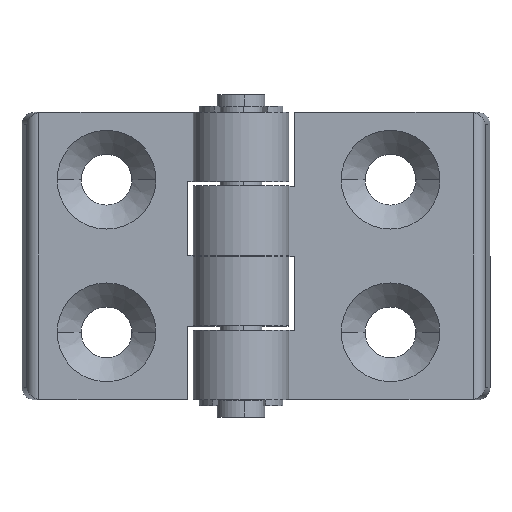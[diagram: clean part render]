
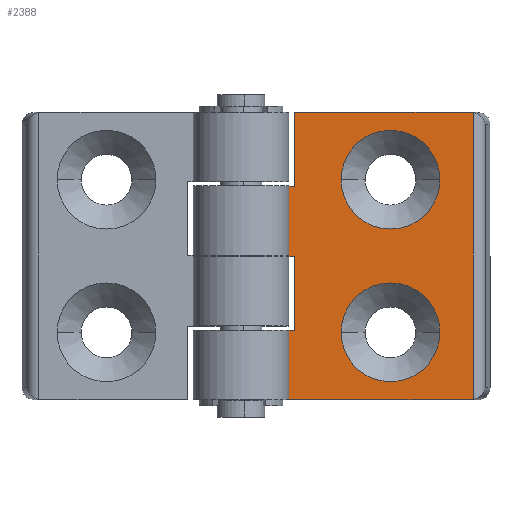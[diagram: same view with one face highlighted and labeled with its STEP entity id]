
A CAD part, top view. The second image highlights one B-rep face of the part: STEP entity #2388.
In plain terms, the highlighted planar face has unit normal (0, 0, 1).
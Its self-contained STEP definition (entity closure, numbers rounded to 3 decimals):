
#15 = FACE_BOUND ( 'NONE', #212, .T. ) ;
#34 = EDGE_CURVE ( 'NONE', #577, #1799, #1970, .T. ) ;
#47 = EDGE_CURVE ( 'NONE', #442, #904, #1128, .T. ) ;
#77 = EDGE_LOOP ( 'NONE', ( #2794, #1088 ) ) ;
#97 = ORIENTED_EDGE ( 'NONE', *, *, #286, .T. ) ;
#107 = AXIS2_PLACEMENT_3D ( 'NONE', #2496, #2974, #118 ) ;
#118 = DIRECTION ( 'NONE',  ( 1., 0., 0. ) ) ;
#124 = CARTESIAN_POINT ( 'NONE',  ( 13.465, 24., 3. ) ) ;
#152 = EDGE_CURVE ( 'NONE', #680, #2657, #2327, .T. ) ;
#154 = VECTOR ( 'NONE', #3032, 1000. ) ;
#195 = EDGE_CURVE ( 'NONE', #526, #1163, #2359, .T. ) ;
#210 = CARTESIAN_POINT ( 'NONE',  ( -8.25, 12.75, 3. ) ) ;
#212 = EDGE_LOOP ( 'NONE', ( #2894, #883 ) ) ;
#255 = VECTOR ( 'NONE', #2486, 1000. ) ;
#286 = EDGE_CURVE ( 'NONE', #904, #526, #1787, .T. ) ;
#287 = LINE ( 'NONE', #1123, #154 ) ;
#290 = CARTESIAN_POINT ( 'NONE',  ( -16., 24., 3. ) ) ;
#348 = ORIENTED_EDGE ( 'NONE', *, *, #34, .T. ) ;
#352 = VERTEX_POINT ( 'NONE', #290 ) ;
#397 = CARTESIAN_POINT ( 'NONE',  ( 13.84, -23.966, 3. ) ) ;
#417 = VECTOR ( 'NONE', #2677, 1000. ) ;
#442 = VERTEX_POINT ( 'NONE', #1311 ) ;
#455 = FACE_OUTER_BOUND ( 'NONE', #2412, .T. ) ;
#463 = CARTESIAN_POINT ( 'NONE',  ( 0., 11.7, 3. ) ) ;
#482 = CARTESIAN_POINT ( 'NONE',  ( 13.84, 23.966, 3. ) ) ;
#488 = VECTOR ( 'NONE', #2869, 1000. ) ;
#523 = LINE ( 'NONE', #946, #2783 ) ;
#526 = VERTEX_POINT ( 'NONE', #924 ) ;
#564 = DIRECTION ( 'NONE',  ( 1., 0., 0. ) ) ;
#577 = VERTEX_POINT ( 'NONE', #2140 ) ;
#596 = VERTEX_POINT ( 'NONE', #955 ) ;
#632 = DIRECTION ( 'NONE',  ( 1., 0., 0. ) ) ;
#639 = CARTESIAN_POINT ( 'NONE',  ( -8.25, -12.75, 3. ) ) ;
#680 = VERTEX_POINT ( 'NONE', #1994 ) ;
#699 = ORIENTED_EDGE ( 'NONE', *, *, #1252, .F. ) ;
#700 = DIRECTION ( 'NONE',  ( 1., 0., 0. ) ) ;
#715 = LINE ( 'NONE', #2060, #2290 ) ;
#719 = ORIENTED_EDGE ( 'NONE', *, *, #47, .T. ) ;
#736 = DIRECTION ( 'NONE',  ( 0., 0., -1. ) ) ;
#773 = CARTESIAN_POINT ( 'NONE',  ( 13.716, 23.989, 3. ) ) ;
#781 = CARTESIAN_POINT ( 'NONE',  ( -17., 24., 3. ) ) ;
#793 = CARTESIAN_POINT ( 'NONE',  ( 13.465, 24., 3. ) ) ;
#817 = EDGE_CURVE ( 'NONE', #2506, #3035, #2320, .T. ) ;
#856 = EDGE_CURVE ( 'NONE', #596, #877, #523, .T. ) ;
#877 = VERTEX_POINT ( 'NONE', #482 ) ;
#883 = ORIENTED_EDGE ( 'NONE', *, *, #1967, .F. ) ;
#904 = VERTEX_POINT ( 'NONE', #2181 ) ;
#924 = CARTESIAN_POINT ( 'NONE',  ( -16., -0.1, 3. ) ) ;
#933 = EDGE_CURVE ( 'NONE', #877, #2881, #1775, .T. ) ;
#946 = CARTESIAN_POINT ( 'NONE',  ( 13.84, 0., 3. ) ) ;
#955 = CARTESIAN_POINT ( 'NONE',  ( 13.84, -23.966, 3. ) ) ;
#979 = CARTESIAN_POINT ( 'NONE',  ( 0., -12.75, 3. ) ) ;
#991 = DIRECTION ( 'NONE',  ( 1., 0., 0. ) ) ;
#1016 = ORIENTED_EDGE ( 'NONE', *, *, #2909, .T. ) ;
#1036 = DIRECTION ( 'NONE',  ( 0., 0., 1. ) ) ;
#1088 = ORIENTED_EDGE ( 'NONE', *, *, #817, .T. ) ;
#1090 = DIRECTION ( 'NONE',  ( 1., 0., 0. ) ) ;
#1123 = CARTESIAN_POINT ( 'NONE',  ( -16., 0., 3. ) ) ;
#1128 = LINE ( 'NONE', #2546, #1931 ) ;
#1163 = VERTEX_POINT ( 'NONE', #1338 ) ;
#1166 = ORIENTED_EDGE ( 'NONE', *, *, #2538, .T. ) ;
#1173 = VERTEX_POINT ( 'NONE', #2414 ) ;
#1174 = AXIS2_PLACEMENT_3D ( 'NONE', #2309, #1610, #1374 ) ;
#1200 = DIRECTION ( 'NONE',  ( 0., 1., 0. ) ) ;
#1225 = CARTESIAN_POINT ( 'NONE',  ( -17., 24., 3. ) ) ;
#1235 = AXIS2_PLACEMENT_3D ( 'NONE', #2215, #1036, #564 ) ;
#1239 = EDGE_CURVE ( 'NONE', #3035, #2506, #2597, .T. ) ;
#1252 = EDGE_CURVE ( 'NONE', #442, #2521, #2080, .T. ) ;
#1260 = CIRCLE ( 'NONE', #1235, 8.25 ) ;
#1311 = CARTESIAN_POINT ( 'NONE',  ( -17., 11.7, 3. ) ) ;
#1338 = CARTESIAN_POINT ( 'NONE',  ( -16., -12.4, 3. ) ) ;
#1374 = DIRECTION ( 'NONE',  ( 1., 0., 0. ) ) ;
#1381 = CARTESIAN_POINT ( 'NONE',  ( 8.25, -12.75, 3. ) ) ;
#1391 = CARTESIAN_POINT ( 'NONE',  ( -16., 11.7, 3. ) ) ;
#1550 = ORIENTED_EDGE ( 'NONE', *, *, #1987, .T. ) ;
#1585 = ORIENTED_EDGE ( 'NONE', *, *, #933, .T. ) ;
#1610 = DIRECTION ( 'NONE',  ( 0., 0., 1. ) ) ;
#1648 = VECTOR ( 'NONE', #1853, 1000. ) ;
#1687 = ORIENTED_EDGE ( 'NONE', *, *, #195, .T. ) ;
#1699 = ORIENTED_EDGE ( 'NONE', *, *, #2962, .F. ) ;
#1720 = LINE ( 'NONE', #1225, #1648 ) ;
#1722 = FACE_BOUND ( 'NONE', #77, .T. ) ;
#1775 =( BOUNDED_CURVE ( )  B_SPLINE_CURVE ( 3, ( #2925, #773, #2198, #793 ),
 .UNSPECIFIED., .F., .T. ) 
 B_SPLINE_CURVE_WITH_KNOTS ( ( 4, 4 ),
 ( 4.527, 4.712 ),
 .UNSPECIFIED. ) 
 CURVE ( )  GEOMETRIC_REPRESENTATION_ITEM ( )  RATIONAL_B_SPLINE_CURVE ( ( 1., 0.997, 0.997, 1. ) ) 
 REPRESENTATION_ITEM ( '' )  );
#1787 = LINE ( 'NONE', #2418, #417 ) ;
#1799 = VERTEX_POINT ( 'NONE', #2947 ) ;
#1804 = CARTESIAN_POINT ( 'NONE',  ( 13.465, -24., 3. ) ) ;
#1815 = EDGE_CURVE ( 'NONE', #352, #2521, #287, .T. ) ;
#1853 = DIRECTION ( 'NONE',  ( -1., 0., 0. ) ) ;
#1931 = VECTOR ( 'NONE', #2541, 1000. ) ;
#1967 = EDGE_CURVE ( 'NONE', #2657, #680, #1260, .T. ) ;
#1970 = LINE ( 'NONE', #2298, #2954 ) ;
#1987 = EDGE_CURVE ( 'NONE', #1173, #577, #2941, .T. ) ;
#1988 = PLANE ( 'NONE',  #107 ) ;
#1994 = CARTESIAN_POINT ( 'NONE',  ( 8.25, 12.75, 3. ) ) ;
#2060 = CARTESIAN_POINT ( 'NONE',  ( 0., -12.4, 3. ) ) ;
#2078 = CARTESIAN_POINT ( 'NONE',  ( 13.716, -23.989, 3. ) ) ;
#2080 = LINE ( 'NONE', #463, #3057 ) ;
#2103 = CARTESIAN_POINT ( 'NONE',  ( -16., 0., 3. ) ) ;
#2140 = CARTESIAN_POINT ( 'NONE',  ( -17., -24., 3. ) ) ;
#2152 = CARTESIAN_POINT ( 'NONE',  ( 0., -12.75, 3. ) ) ;
#2181 = CARTESIAN_POINT ( 'NONE',  ( -17., -0.1, 3. ) ) ;
#2198 = CARTESIAN_POINT ( 'NONE',  ( 13.591, 24., 3. ) ) ;
#2215 = CARTESIAN_POINT ( 'NONE',  ( 0., 12.75, 3. ) ) ;
#2290 = VECTOR ( 'NONE', #632, 1000. ) ;
#2298 = CARTESIAN_POINT ( 'NONE',  ( -17., -24., 3. ) ) ;
#2309 = CARTESIAN_POINT ( 'NONE',  ( 0., 12.75, 3. ) ) ;
#2320 = CIRCLE ( 'NONE', #2975, 8.25 ) ;
#2327 = CIRCLE ( 'NONE', #1174, 8.25 ) ;
#2359 = LINE ( 'NONE', #2103, #488 ) ;
#2388 = ADVANCED_FACE ( 'NONE', ( #1722, #15, #455 ), #1988, .T. ) ;
#2412 = EDGE_LOOP ( 'NONE', ( #2844, #1585, #1166, #3076, #699, #719, #97, #1687, #1699, #1550, #348, #1016 ) ) ;
#2414 = CARTESIAN_POINT ( 'NONE',  ( -17., -12.4, 3. ) ) ;
#2418 = CARTESIAN_POINT ( 'NONE',  ( 0., -0.1, 3. ) ) ;
#2486 = DIRECTION ( 'NONE',  ( 0., -1., 0. ) ) ;
#2496 = CARTESIAN_POINT ( 'NONE',  ( 0., 0., 3. ) ) ;
#2506 = VERTEX_POINT ( 'NONE', #639 ) ;
#2521 = VERTEX_POINT ( 'NONE', #1391 ) ;
#2538 = EDGE_CURVE ( 'NONE', #2881, #352, #1720, .T. ) ;
#2541 = DIRECTION ( 'NONE',  ( 0., -1., 0. ) ) ;
#2546 = CARTESIAN_POINT ( 'NONE',  ( -17., 24., 3. ) ) ;
#2553 = CARTESIAN_POINT ( 'NONE',  ( 13.591, -24., 3. ) ) ;
#2597 = CIRCLE ( 'NONE', #2912, 8.25 ) ;
#2638 = DIRECTION ( 'NONE',  ( 0., 0., -1. ) ) ;
#2657 = VERTEX_POINT ( 'NONE', #210 ) ;
#2677 = DIRECTION ( 'NONE',  ( 1., 0., 0. ) ) ;
#2783 = VECTOR ( 'NONE', #1200, 1000. ) ;
#2794 = ORIENTED_EDGE ( 'NONE', *, *, #1239, .T. ) ;
#2807 =( BOUNDED_CURVE ( )  B_SPLINE_CURVE ( 3, ( #1804, #2553, #2078, #397 ),
 .UNSPECIFIED., .F., .T. ) 
 B_SPLINE_CURVE_WITH_KNOTS ( ( 4, 4 ),
 ( 4.712, 4.898 ),
 .UNSPECIFIED. ) 
 CURVE ( )  GEOMETRIC_REPRESENTATION_ITEM ( )  RATIONAL_B_SPLINE_CURVE ( ( 1., 0.997, 0.997, 1. ) ) 
 REPRESENTATION_ITEM ( '' )  );
#2844 = ORIENTED_EDGE ( 'NONE', *, *, #856, .T. ) ;
#2869 = DIRECTION ( 'NONE',  ( 0., -1., 0. ) ) ;
#2876 = DIRECTION ( 'NONE',  ( 1., 0., 0. ) ) ;
#2881 = VERTEX_POINT ( 'NONE', #124 ) ;
#2894 = ORIENTED_EDGE ( 'NONE', *, *, #152, .F. ) ;
#2909 = EDGE_CURVE ( 'NONE', #1799, #596, #2807, .T. ) ;
#2912 = AXIS2_PLACEMENT_3D ( 'NONE', #979, #2638, #991 ) ;
#2925 = CARTESIAN_POINT ( 'NONE',  ( 13.84, 23.966, 3. ) ) ;
#2941 = LINE ( 'NONE', #781, #255 ) ;
#2947 = CARTESIAN_POINT ( 'NONE',  ( 13.465, -24., 3. ) ) ;
#2954 = VECTOR ( 'NONE', #1090, 1000. ) ;
#2962 = EDGE_CURVE ( 'NONE', #1173, #1163, #715, .T. ) ;
#2974 = DIRECTION ( 'NONE',  ( 0., 0., 1. ) ) ;
#2975 = AXIS2_PLACEMENT_3D ( 'NONE', #2152, #736, #700 ) ;
#3032 = DIRECTION ( 'NONE',  ( 0., -1., 0. ) ) ;
#3035 = VERTEX_POINT ( 'NONE', #1381 ) ;
#3057 = VECTOR ( 'NONE', #2876, 1000. ) ;
#3076 = ORIENTED_EDGE ( 'NONE', *, *, #1815, .T. ) ;
